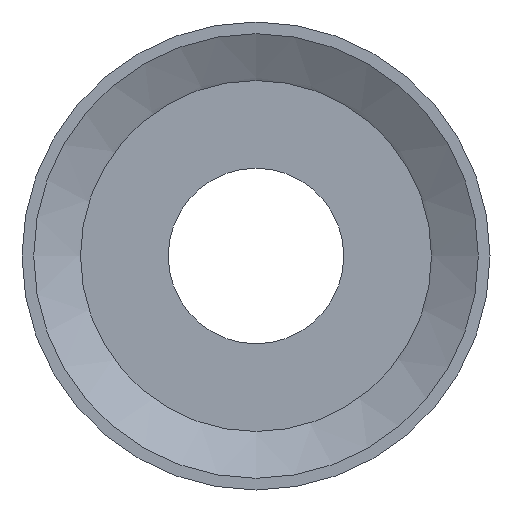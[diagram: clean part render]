
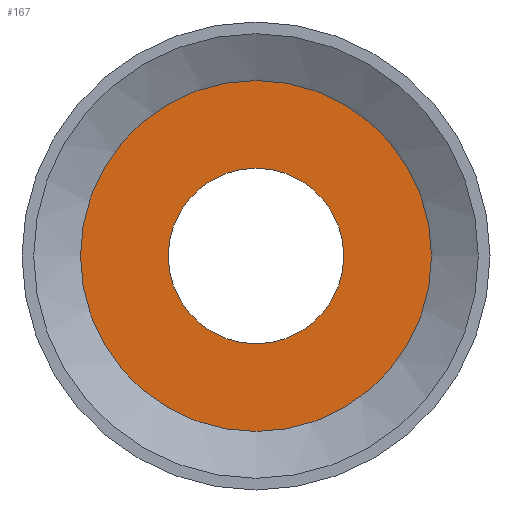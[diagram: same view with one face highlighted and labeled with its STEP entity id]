
A CAD part, front view. The second image highlights one B-rep face of the part: STEP entity #167.
In plain terms, the highlighted planar face has unit normal (0, -1, 0).
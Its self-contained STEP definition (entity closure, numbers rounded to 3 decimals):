
#167=ADVANCED_FACE('',(#203,#204),#182,.T.);
#182=PLANE('',#406);
#203=FACE_BOUND('',#237,.T.);
#204=FACE_BOUND('',#238,.T.);
#237=EDGE_LOOP('',(#299));
#238=EDGE_LOOP('',(#300));
#299=ORIENTED_EDGE('',*,*,#361,.T.);
#300=ORIENTED_EDGE('',*,*,#362,.T.);
#330=VERTEX_POINT('',#566);
#331=VERTEX_POINT('',#568);
#361=EDGE_CURVE('',#330,#330,#374,.T.);
#362=EDGE_CURVE('',#331,#331,#375,.T.);
#374=CIRCLE('',#404,15.);
#375=CIRCLE('',#405,7.5);
#404=AXIS2_PLACEMENT_3D('',#565,#484,#485);
#405=AXIS2_PLACEMENT_3D('',#567,#486,#487);
#406=AXIS2_PLACEMENT_3D('',#569,#488,#489);
#484=DIRECTION('',(0.,-1.,0.));
#485=DIRECTION('',(1.,0.,0.));
#486=DIRECTION('',(0.,1.,0.));
#487=DIRECTION('',(-1.,0.,0.));
#488=DIRECTION('',(0.,-1.,0.));
#489=DIRECTION('',(-1.,0.,0.));
#565=CARTESIAN_POINT('',(0.,0.,0.));
#566=CARTESIAN_POINT('',(15.,0.,0.));
#567=CARTESIAN_POINT('',(0.,0.,0.));
#568=CARTESIAN_POINT('',(-7.5,0.,0.));
#569=CARTESIAN_POINT('',(0.,0.,0.));
